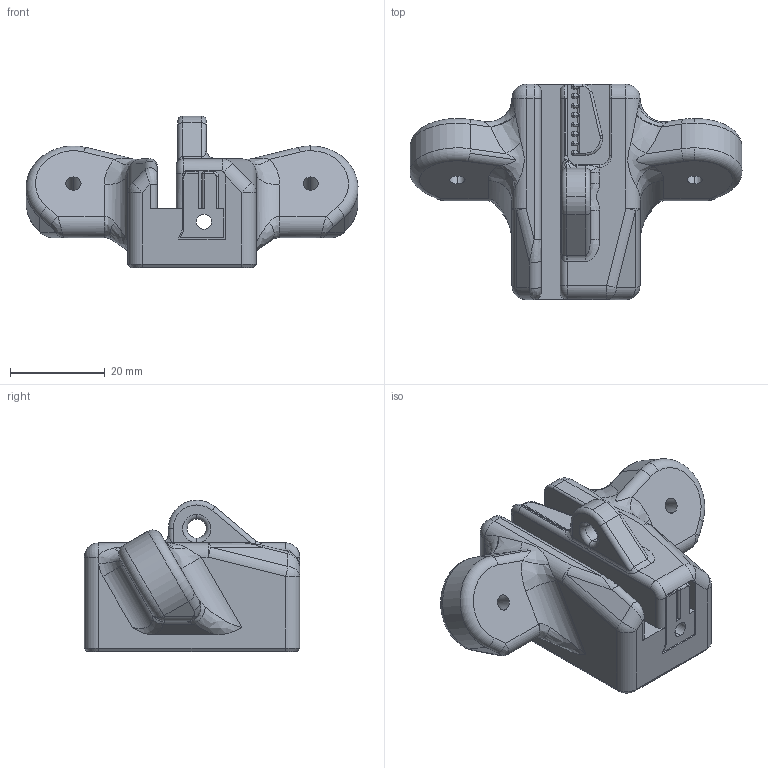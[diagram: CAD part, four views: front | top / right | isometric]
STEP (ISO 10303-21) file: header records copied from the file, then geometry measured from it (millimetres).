
FILE_DESCRIPTION (( 'STEP AP214' ), '1' );
FILE_NAME ('Carriage_Thick Version.STEP', '2016-04-17T16:19:31', ( '' ), ( '' ), 'SwSTEP 2.0', 'SolidWorks 2015', '' );
FILE_SCHEMA (( 'AUTOMOTIVE_DESIGN' ));
Length unit declared in the file: millimetre
Products named in the file (1): Carriage_Thick Version
Bounding box: 69.98 x 45.4 x 31.95 mm (x, y, z)
Volume: 30817 mm3; surface area: 12770.6 mm2
Topology: 2 solids, 2 shells, 433 faces, 1061 edges, 597 vertices
Faces by surface type: cylinder 172, plane 131, bspline 54, sphere 39, torus 25, cone 12
Entity records: 17229 total; most frequent: CARTESIAN_POINT 7655, ORIENTED_EDGE 2042, DIRECTION 1971, EDGE_CURVE 1021, AXIS2_PLACEMENT_3D 732, VERTEX_POINT 597, VECTOR 507, LINE 507
